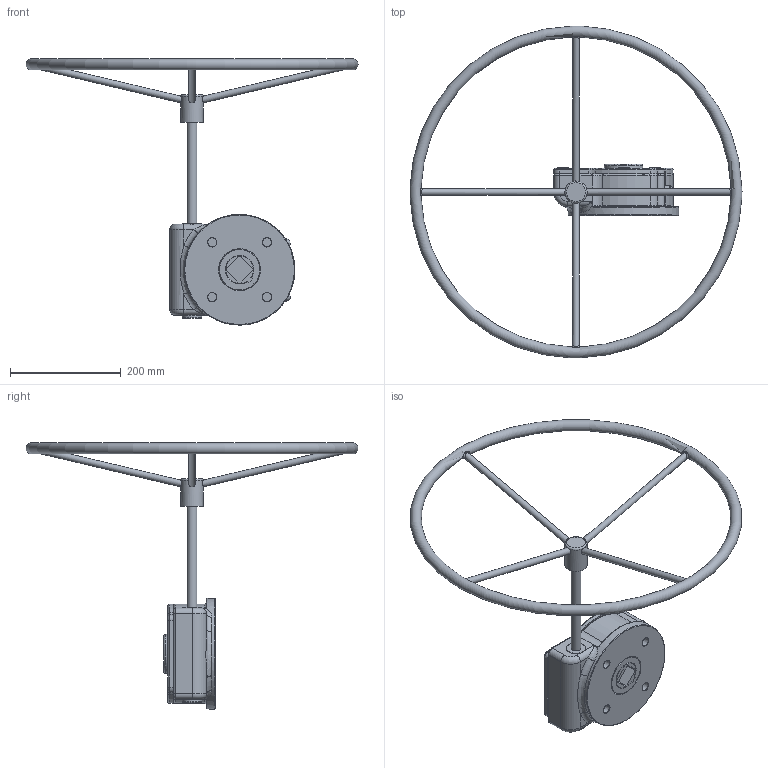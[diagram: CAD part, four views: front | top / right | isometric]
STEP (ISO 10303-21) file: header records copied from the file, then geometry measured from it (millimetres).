
FILE_DESCRIPTION(/* description */ (''),/* implementation_level */ '2;1');
FILE_NAME(/* name */ 'HARC-10_3D_STEP.stp',/* time_stamp */ '2024-08-15T23:48:46+03:00',/* author */ ('igorr'),/* organization */ (''),/* preprocessor_version */ 'ST-DEVELOPER v20',/* originating_system */ 'Autodesk Inventor 2025',/* authorisation */ '');
FILE_SCHEMA (('AUTOMOTIVE_DESIGN { 1 0 10303 214 3 1 1 }'));
Length unit declared in the file: millimetre
Products named in the file (5): Сборка; Деталь 2; Деталь1; BS 4168 - M10 x 16; BS 4168 - M3 x 16
Assembly tree (8 placements, depth 2):
  Сборка
    Деталь 2
    Деталь1
    BS 4168 - M10 x 16  x4
    BS 4168 - M3 x 16  x2
Bounding box: 599.98 x 599.98 x 481 mm (x, y, z)
Volume: 3610584.8 mm3; surface area: 427729 mm2
Topology: 9 solids, 9 shells, 624 faces, 1615 edges, 1042 vertices
Faces by surface type: plane 317, bspline 142, cylinder 83, torus 53, cone 27, sphere 2
Full cylindrical faces by diameter (mm): 3 x2, 3.483 x1, 3.832 x1, 6 x2, 10 x12, 12 x4, 16 x4, 18 x3, 20 x4, 35 x1, 35.4 x1, 40 x1, 70 x1, 74 x1, 75 x1, 200 x1
Entity records: 20898 total; most frequent: CARTESIAN_POINT 7002, ORIENTED_EDGE 2958, DIRECTION 2323, EDGE_CURVE 1479, VERTEX_POINT 962, LINE 841, VECTOR 841, AXIS2_PLACEMENT_3D 741
